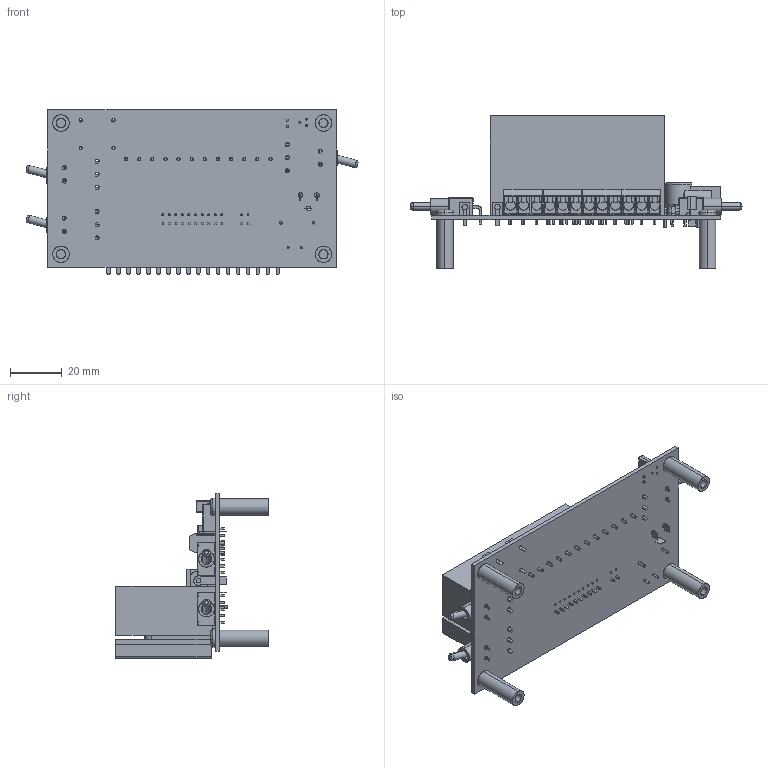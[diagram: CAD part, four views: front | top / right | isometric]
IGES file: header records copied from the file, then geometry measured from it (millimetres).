
Start section: SolidWorks IGES file using analytic representation for surfaces
Global section: file name: PID Eval Board Assy.IGS; native system: SolidWorks 2013; preprocessor: SolidWorks 2013; author: gniebel; date: 130521.133527; units: inch
Bounding box: 128.51 x 59.43 x 63.58 mm (x, y, z)
Surface area: 65792.3 mm2 (no closed solid volume)
Topology: 0 solids, 0 shells, 2453 faces, 24099 edges, 24095 vertices
Faces by surface type: bspline 1659, revolution 794
